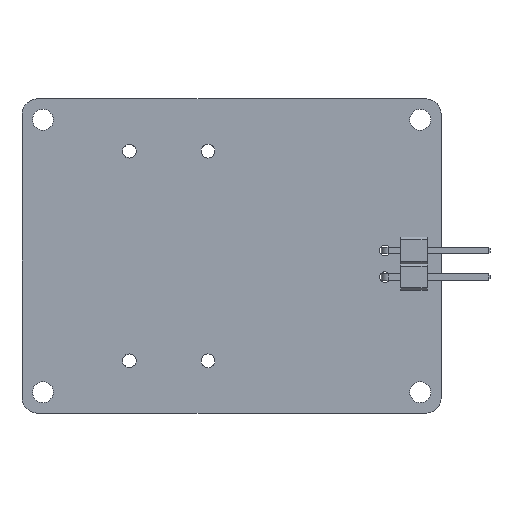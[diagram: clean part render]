
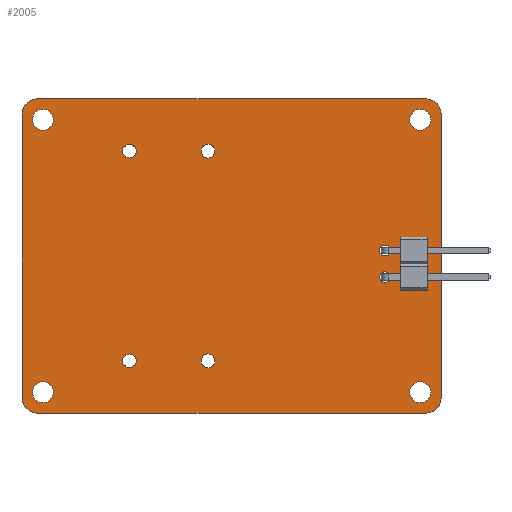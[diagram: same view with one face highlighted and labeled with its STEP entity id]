
A CAD part, top view. The second image highlights one B-rep face of the part: STEP entity #2005.
In plain terms, the highlighted planar face has unit normal (0, 0, 1).
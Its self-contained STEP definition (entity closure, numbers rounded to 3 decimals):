
#1722 = VERTEX_POINT('',#1723);
#1723 = CARTESIAN_POINT('',(38.5,0.,1.6));
#1729 = EDGE_CURVE('',#1722,#1730,#1732,.T.);
#1730 = VERTEX_POINT('',#1731);
#1731 = CARTESIAN_POINT('',(39.998,-1.382,1.6));
#1732 = CIRCLE('',#1733,1.498);
#1733 = AXIS2_PLACEMENT_3D('',#1734,#1735,#1736);
#1734 = CARTESIAN_POINT('',(38.504,-1.498,1.6));
#1735 = DIRECTION('',(0.,0.,-1.));
#1736 = DIRECTION('',(-0.003,1.,0.));
#1764 = VERTEX_POINT('',#1765);
#1765 = CARTESIAN_POINT('',(1.5,0.,1.6));
#1771 = EDGE_CURVE('',#1764,#1722,#1772,.T.);
#1772 = LINE('',#1773,#1774);
#1773 = CARTESIAN_POINT('',(1.5,0.,1.6));
#1774 = VECTOR('',#1775,1.);
#1775 = DIRECTION('',(1.,0.,0.));
#1793 = EDGE_CURVE('',#1730,#1794,#1796,.T.);
#1794 = VERTEX_POINT('',#1795);
#1795 = CARTESIAN_POINT('',(40.,-1.5,1.6));
#1796 = LINE('',#1797,#1798);
#1797 = CARTESIAN_POINT('',(39.998,-1.382,1.6));
#1798 = VECTOR('',#1799,1.);
#1799 = DIRECTION('',(0.02,-1.,0.));
#2005 = ADVANCED_FACE('',(#2006,#2076,#2087,#2098,#2109,#2120,#2131,
    #2142,#2153,#2164,#2175),#2186,.T.);
#2006 = FACE_BOUND('',#2007,.T.);
#2007 = EDGE_LOOP('',(#2008,#2009,#2010,#2018,#2027,#2035,#2043,#2052,
    #2060,#2069,#2075));
#2008 = ORIENTED_EDGE('',*,*,#1729,.F.);
#2009 = ORIENTED_EDGE('',*,*,#1771,.F.);
#2010 = ORIENTED_EDGE('',*,*,#2011,.F.);
#2011 = EDGE_CURVE('',#2012,#1764,#2014,.T.);
#2012 = VERTEX_POINT('',#2013);
#2013 = CARTESIAN_POINT('',(1.382,-0.002,1.6));
#2014 = LINE('',#2015,#2016);
#2015 = CARTESIAN_POINT('',(1.382,-0.002,1.6));
#2016 = VECTOR('',#2017,1.);
#2017 = DIRECTION('',(1.,0.02,0.));
#2018 = ORIENTED_EDGE('',*,*,#2019,.F.);
#2019 = EDGE_CURVE('',#2020,#2012,#2022,.T.);
#2020 = VERTEX_POINT('',#2021);
#2021 = CARTESIAN_POINT('',(0.,-1.5,1.6));
#2022 = CIRCLE('',#2023,1.498);
#2023 = AXIS2_PLACEMENT_3D('',#2024,#2025,#2026);
#2024 = CARTESIAN_POINT('',(1.498,-1.496,1.6));
#2025 = DIRECTION('',(0.,0.,-1.));
#2026 = DIRECTION('',(-1.,-0.003,-0.));
#2027 = ORIENTED_EDGE('',*,*,#2028,.F.);
#2028 = EDGE_CURVE('',#2029,#2020,#2031,.T.);
#2029 = VERTEX_POINT('',#2030);
#2030 = CARTESIAN_POINT('',(0.,-28.5,1.6));
#2031 = LINE('',#2032,#2033);
#2032 = CARTESIAN_POINT('',(0.,-28.5,1.6));
#2033 = VECTOR('',#2034,1.);
#2034 = DIRECTION('',(0.,1.,0.));
#2035 = ORIENTED_EDGE('',*,*,#2036,.F.);
#2036 = EDGE_CURVE('',#2037,#2029,#2039,.T.);
#2037 = VERTEX_POINT('',#2038);
#2038 = CARTESIAN_POINT('',(0.002,-28.618,1.6));
#2039 = LINE('',#2040,#2041);
#2040 = CARTESIAN_POINT('',(0.002,-28.618,1.6));
#2041 = VECTOR('',#2042,1.);
#2042 = DIRECTION('',(-0.02,1.,0.));
#2043 = ORIENTED_EDGE('',*,*,#2044,.F.);
#2044 = EDGE_CURVE('',#2045,#2037,#2047,.T.);
#2045 = VERTEX_POINT('',#2046);
#2046 = CARTESIAN_POINT('',(1.5,-30.,1.6));
#2047 = CIRCLE('',#2048,1.498);
#2048 = AXIS2_PLACEMENT_3D('',#2049,#2050,#2051);
#2049 = CARTESIAN_POINT('',(1.496,-28.502,1.6));
#2050 = DIRECTION('',(0.,0.,-1.));
#2051 = DIRECTION('',(0.003,-1.,0.));
#2052 = ORIENTED_EDGE('',*,*,#2053,.F.);
#2053 = EDGE_CURVE('',#2054,#2045,#2056,.T.);
#2054 = VERTEX_POINT('',#2055);
#2055 = CARTESIAN_POINT('',(38.5,-30.,1.6));
#2056 = LINE('',#2057,#2058);
#2057 = CARTESIAN_POINT('',(38.5,-30.,1.6));
#2058 = VECTOR('',#2059,1.);
#2059 = DIRECTION('',(-1.,0.,0.));
#2060 = ORIENTED_EDGE('',*,*,#2061,.F.);
#2061 = EDGE_CURVE('',#2062,#2054,#2064,.T.);
#2062 = VERTEX_POINT('',#2063);
#2063 = CARTESIAN_POINT('',(40.,-28.5,1.6));
#2064 = CIRCLE('',#2065,1.5);
#2065 = AXIS2_PLACEMENT_3D('',#2066,#2067,#2068);
#2066 = CARTESIAN_POINT('',(38.5,-28.5,1.6));
#2067 = DIRECTION('',(0.,0.,-1.));
#2068 = DIRECTION('',(1.,0.,0.));
#2069 = ORIENTED_EDGE('',*,*,#2070,.F.);
#2070 = EDGE_CURVE('',#1794,#2062,#2071,.T.);
#2071 = LINE('',#2072,#2073);
#2072 = CARTESIAN_POINT('',(40.,-1.5,1.6));
#2073 = VECTOR('',#2074,1.);
#2074 = DIRECTION('',(0.,-1.,0.));
#2075 = ORIENTED_EDGE('',*,*,#1793,.F.);
#2076 = FACE_BOUND('',#2077,.T.);
#2077 = EDGE_LOOP('',(#2078));
#2078 = ORIENTED_EDGE('',*,*,#2079,.F.);
#2079 = EDGE_CURVE('',#2080,#2080,#2082,.T.);
#2080 = VERTEX_POINT('',#2081);
#2081 = CARTESIAN_POINT('',(3.,-28.,1.6));
#2082 = CIRCLE('',#2083,1.);
#2083 = AXIS2_PLACEMENT_3D('',#2084,#2085,#2086);
#2084 = CARTESIAN_POINT('',(2.,-28.,1.6));
#2085 = DIRECTION('',(0.,0.,1.));
#2086 = DIRECTION('',(1.,0.,-0.));
#2087 = FACE_BOUND('',#2088,.T.);
#2088 = EDGE_LOOP('',(#2089));
#2089 = ORIENTED_EDGE('',*,*,#2090,.T.);
#2090 = EDGE_CURVE('',#2091,#2091,#2093,.T.);
#2091 = VERTEX_POINT('',#2092);
#2092 = CARTESIAN_POINT('',(10.25,-25.65,1.6));
#2093 = CIRCLE('',#2094,0.65);
#2094 = AXIS2_PLACEMENT_3D('',#2095,#2096,#2097);
#2095 = CARTESIAN_POINT('',(10.25,-25.,1.6));
#2096 = DIRECTION('',(-0.,0.,-1.));
#2097 = DIRECTION('',(-0.,-1.,0.));
#2098 = FACE_BOUND('',#2099,.T.);
#2099 = EDGE_LOOP('',(#2100));
#2100 = ORIENTED_EDGE('',*,*,#2101,.T.);
#2101 = EDGE_CURVE('',#2102,#2102,#2104,.T.);
#2102 = VERTEX_POINT('',#2103);
#2103 = CARTESIAN_POINT('',(17.75,-25.65,1.6));
#2104 = CIRCLE('',#2105,0.65);
#2105 = AXIS2_PLACEMENT_3D('',#2106,#2107,#2108);
#2106 = CARTESIAN_POINT('',(17.75,-25.,1.6));
#2107 = DIRECTION('',(-0.,0.,-1.));
#2108 = DIRECTION('',(-0.,-1.,0.));
#2109 = FACE_BOUND('',#2110,.T.);
#2110 = EDGE_LOOP('',(#2111));
#2111 = ORIENTED_EDGE('',*,*,#2112,.F.);
#2112 = EDGE_CURVE('',#2113,#2113,#2115,.T.);
#2113 = VERTEX_POINT('',#2114);
#2114 = CARTESIAN_POINT('',(39.,-28.,1.6));
#2115 = CIRCLE('',#2116,1.);
#2116 = AXIS2_PLACEMENT_3D('',#2117,#2118,#2119);
#2117 = CARTESIAN_POINT('',(38.,-28.,1.6));
#2118 = DIRECTION('',(0.,0.,1.));
#2119 = DIRECTION('',(1.,0.,-0.));
#2120 = FACE_BOUND('',#2121,.T.);
#2121 = EDGE_LOOP('',(#2122));
#2122 = ORIENTED_EDGE('',*,*,#2123,.T.);
#2123 = EDGE_CURVE('',#2124,#2124,#2126,.T.);
#2124 = VERTEX_POINT('',#2125);
#2125 = CARTESIAN_POINT('',(34.625,-17.515,1.6));
#2126 = CIRCLE('',#2127,0.5);
#2127 = AXIS2_PLACEMENT_3D('',#2128,#2129,#2130);
#2128 = CARTESIAN_POINT('',(34.625,-17.015,1.6));
#2129 = DIRECTION('',(-0.,0.,-1.));
#2130 = DIRECTION('',(-0.,-1.,0.));
#2131 = FACE_BOUND('',#2132,.T.);
#2132 = EDGE_LOOP('',(#2133));
#2133 = ORIENTED_EDGE('',*,*,#2134,.T.);
#2134 = EDGE_CURVE('',#2135,#2135,#2137,.T.);
#2135 = VERTEX_POINT('',#2136);
#2136 = CARTESIAN_POINT('',(10.25,-5.65,1.6));
#2137 = CIRCLE('',#2138,0.65);
#2138 = AXIS2_PLACEMENT_3D('',#2139,#2140,#2141);
#2139 = CARTESIAN_POINT('',(10.25,-5.,1.6));
#2140 = DIRECTION('',(-0.,0.,-1.));
#2141 = DIRECTION('',(-0.,-1.,0.));
#2142 = FACE_BOUND('',#2143,.T.);
#2143 = EDGE_LOOP('',(#2144));
#2144 = ORIENTED_EDGE('',*,*,#2145,.F.);
#2145 = EDGE_CURVE('',#2146,#2146,#2148,.T.);
#2146 = VERTEX_POINT('',#2147);
#2147 = CARTESIAN_POINT('',(3.,-2.,1.6));
#2148 = CIRCLE('',#2149,1.);
#2149 = AXIS2_PLACEMENT_3D('',#2150,#2151,#2152);
#2150 = CARTESIAN_POINT('',(2.,-2.,1.6));
#2151 = DIRECTION('',(0.,0.,1.));
#2152 = DIRECTION('',(1.,0.,-0.));
#2153 = FACE_BOUND('',#2154,.T.);
#2154 = EDGE_LOOP('',(#2155));
#2155 = ORIENTED_EDGE('',*,*,#2156,.T.);
#2156 = EDGE_CURVE('',#2157,#2157,#2159,.T.);
#2157 = VERTEX_POINT('',#2158);
#2158 = CARTESIAN_POINT('',(17.75,-5.65,1.6));
#2159 = CIRCLE('',#2160,0.65);
#2160 = AXIS2_PLACEMENT_3D('',#2161,#2162,#2163);
#2161 = CARTESIAN_POINT('',(17.75,-5.,1.6));
#2162 = DIRECTION('',(-0.,0.,-1.));
#2163 = DIRECTION('',(-0.,-1.,0.));
#2164 = FACE_BOUND('',#2165,.T.);
#2165 = EDGE_LOOP('',(#2166));
#2166 = ORIENTED_EDGE('',*,*,#2167,.T.);
#2167 = EDGE_CURVE('',#2168,#2168,#2170,.T.);
#2168 = VERTEX_POINT('',#2169);
#2169 = CARTESIAN_POINT('',(34.625,-14.975,1.6));
#2170 = CIRCLE('',#2171,0.5);
#2171 = AXIS2_PLACEMENT_3D('',#2172,#2173,#2174);
#2172 = CARTESIAN_POINT('',(34.625,-14.475,1.6));
#2173 = DIRECTION('',(-0.,0.,-1.));
#2174 = DIRECTION('',(-0.,-1.,0.));
#2175 = FACE_BOUND('',#2176,.T.);
#2176 = EDGE_LOOP('',(#2177));
#2177 = ORIENTED_EDGE('',*,*,#2178,.F.);
#2178 = EDGE_CURVE('',#2179,#2179,#2181,.T.);
#2179 = VERTEX_POINT('',#2180);
#2180 = CARTESIAN_POINT('',(39.,-2.,1.6));
#2181 = CIRCLE('',#2182,1.);
#2182 = AXIS2_PLACEMENT_3D('',#2183,#2184,#2185);
#2183 = CARTESIAN_POINT('',(38.,-2.,1.6));
#2184 = DIRECTION('',(0.,0.,1.));
#2185 = DIRECTION('',(1.,0.,-0.));
#2186 = PLANE('',#2187);
#2187 = AXIS2_PLACEMENT_3D('',#2188,#2189,#2190);
#2188 = CARTESIAN_POINT('',(0.,0.,1.6));
#2189 = DIRECTION('',(0.,0.,1.));
#2190 = DIRECTION('',(1.,0.,-0.));
